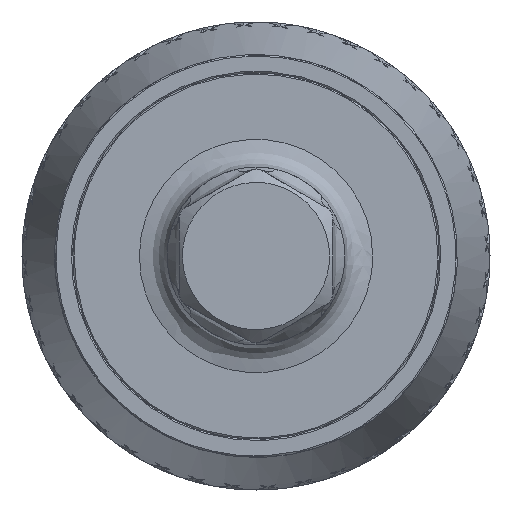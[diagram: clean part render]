
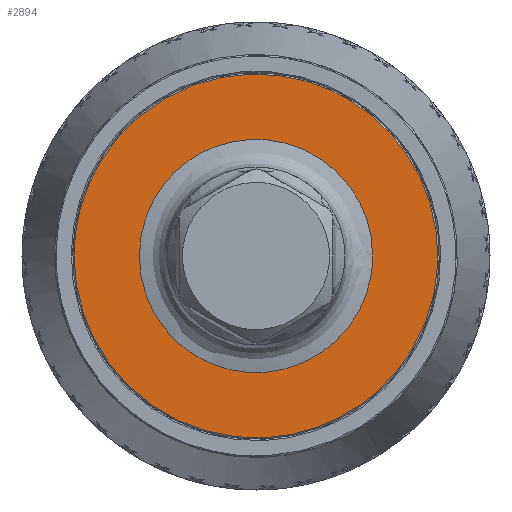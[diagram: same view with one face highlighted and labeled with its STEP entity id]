
A CAD part, left-side view. The second image highlights one B-rep face of the part: STEP entity #2894.
In plain terms, the highlighted free-form (B-spline) face has degree [1, 1] with [2, 2] control points.
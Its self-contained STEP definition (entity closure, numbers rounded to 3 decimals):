
#2894 = ADVANCED_FACE('',(#2895,#2909),#2923,.F.);
#2895 = FACE_BOUND('',#2896,.T.);
#2896 = EDGE_LOOP('',(#2897));
#2897 = ORIENTED_EDGE('',*,*,#2898,.T.);
#2898 = EDGE_CURVE('',#2899,#2899,#2901,.T.);
#2899 = VERTEX_POINT('',#2900);
#2900 = CARTESIAN_POINT('',(43.108,13.943,0.));
#2901 = ( BOUNDED_CURVE() B_SPLINE_CURVE(2,(#2902,#2903,#2904,#2905,
#2906,#2907,#2908),.UNSPECIFIED.,.T.,.F.) B_SPLINE_CURVE_WITH_KNOTS((1,2
    ,2,2,2,1),(-2.094,0.,2.094,4.189,
6.283,8.378),.UNSPECIFIED.) CURVE() 
GEOMETRIC_REPRESENTATION_ITEM() RATIONAL_B_SPLINE_CURVE((1.,0.5,1.,0.5,
1.,0.5,1.)) REPRESENTATION_ITEM('') );
#2902 = CARTESIAN_POINT('',(43.108,13.943,0.));
#2903 = CARTESIAN_POINT('',(43.108,13.943,
    -24.151));
#2904 = CARTESIAN_POINT('',(43.108,-6.972,
    -12.075));
#2905 = CARTESIAN_POINT('',(43.108,-27.887,
    0.));
#2906 = CARTESIAN_POINT('',(43.108,-6.972,
    12.075));
#2907 = CARTESIAN_POINT('',(43.108,13.943,
    24.151));
#2908 = CARTESIAN_POINT('',(43.108,13.943,0.));
#2909 = FACE_BOUND('',#2910,.T.);
#2910 = EDGE_LOOP('',(#2911));
#2911 = ORIENTED_EDGE('',*,*,#2912,.F.);
#2912 = EDGE_CURVE('',#2913,#2913,#2915,.T.);
#2913 = VERTEX_POINT('',#2914);
#2914 = CARTESIAN_POINT('',(43.108,-8.941,0.));
#2915 = ( BOUNDED_CURVE() B_SPLINE_CURVE(2,(#2916,#2917,#2918,#2919,
#2920,#2921,#2922),.UNSPECIFIED.,.T.,.F.) B_SPLINE_CURVE_WITH_KNOTS((1,2
    ,2,2,2,1),(-2.094,0.,2.094,4.189,
6.283,8.378),.UNSPECIFIED.) CURVE() 
GEOMETRIC_REPRESENTATION_ITEM() RATIONAL_B_SPLINE_CURVE((1.,0.5,1.,0.5,
1.,0.5,1.)) REPRESENTATION_ITEM('') );
#2916 = CARTESIAN_POINT('',(43.108,-8.941,0.));
#2917 = CARTESIAN_POINT('',(43.108,-8.941,
    15.486));
#2918 = CARTESIAN_POINT('',(43.108,4.47,
    7.743));
#2919 = CARTESIAN_POINT('',(43.108,17.882,
    0.));
#2920 = CARTESIAN_POINT('',(43.108,4.47,
    -7.743));
#2921 = CARTESIAN_POINT('',(43.108,-8.941,
    -15.486));
#2922 = CARTESIAN_POINT('',(43.108,-8.941,0.));
#2923 = B_SPLINE_SURFACE_WITH_KNOTS('',1,1,(
    (#2924,#2925)
    ,(#2926,#2927
    )),.UNSPECIFIED.,.F.,.F.,.F.,(2,2),(2,2),(-21.5,4.7),(-13.1,13.1),
  .PIECEWISE_BEZIER_KNOTS.);
#2924 = CARTESIAN_POINT('',(43.108,-13.943,
    -13.943));
#2925 = CARTESIAN_POINT('',(43.108,-13.943,
    13.943));
#2926 = CARTESIAN_POINT('',(43.108,13.943,
    -13.943));
#2927 = CARTESIAN_POINT('',(43.108,13.943,
    13.943));
